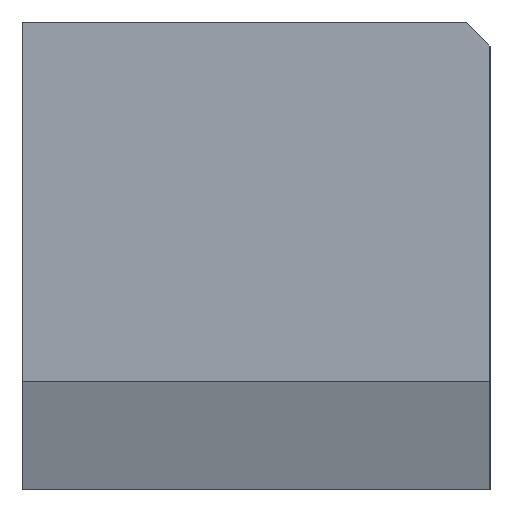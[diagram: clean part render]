
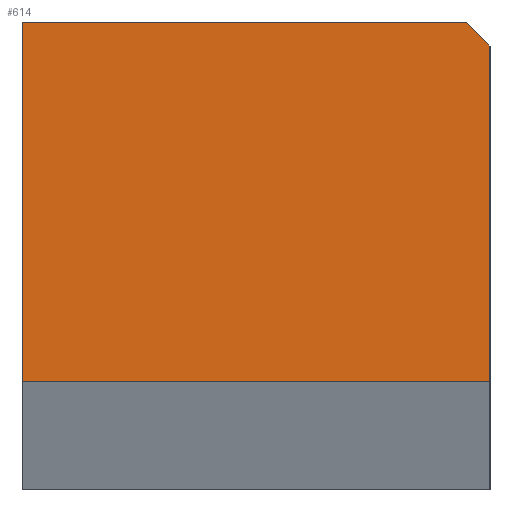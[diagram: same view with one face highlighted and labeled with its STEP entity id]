
A CAD part, left-side view. The second image highlights one B-rep face of the part: STEP entity #614.
In plain terms, the highlighted planar face has unit normal (-1, 0, 0).
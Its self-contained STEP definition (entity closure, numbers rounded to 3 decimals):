
#614=ADVANCED_FACE('NONE',(#1503),#1504,.F.);
#1503=FACE_OUTER_BOUND('',#2652,.T.);
#1504=PLANE('',#2653);
#2652=EDGE_LOOP('',(#5001,#5002,#5003,#5004,#5005));
#2653=AXIS2_PLACEMENT_3D('',#5006,#5007,#5008);
#5001=ORIENTED_EDGE('',*,*,#7215,.F.);
#5002=ORIENTED_EDGE('',*,*,#8119,.T.);
#5003=ORIENTED_EDGE('',*,*,#8120,.F.);
#5004=ORIENTED_EDGE('',*,*,#7860,.T.);
#5005=ORIENTED_EDGE('',*,*,#8121,.F.);
#5006=CARTESIAN_POINT('',(0.0,0.0,39.0));
#5007=DIRECTION('',(1.0,0.0,0.0));
#5008=DIRECTION('',(0.0,1.0,-0.0));
#7215=EDGE_CURVE('NONE',#8743,#8745,#8746,.T.);
#7860=EDGE_CURVE('NONE',#10032,#10030,#10033,.T.);
#8119=EDGE_CURVE('NONE',#8743,#10295,#10296,.T.);
#8120=EDGE_CURVE('NONE',#10032,#10295,#10297,.T.);
#8121=EDGE_CURVE('NONE',#8745,#10030,#10298,.T.);
#8743=VERTEX_POINT('NONE',#10957);
#8745=VERTEX_POINT('NONE',#10960);
#8746=LINE('',#10961,#10962);
#10030=VERTEX_POINT('NONE',#12886);
#10032=VERTEX_POINT('NONE',#12889);
#10033=LINE('',#12890,#12891);
#10295=VERTEX_POINT('NONE',#13319);
#10296=LINE('',#13320,#13321);
#10297=LINE('',#13322,#13323);
#10298=LINE('',#13324,#13325);
#10957=CARTESIAN_POINT('',(0.0,0.0,37.0));
#10960=CARTESIAN_POINT('',(0.0,0.0,9.));
#10961=CARTESIAN_POINT('',(0.0,0.0,39.0));
#10962=VECTOR('',#14112,1000.0);
#12886=CARTESIAN_POINT('',(0.0,39.0,9.));
#12889=CARTESIAN_POINT('',(0.0,39.0,39.0));
#12890=CARTESIAN_POINT('',(0.0,39.0,39.0));
#12891=VECTOR('',#14760,1000.0);
#13319=CARTESIAN_POINT('',(0.0,2.0,39.0));
#13320=CARTESIAN_POINT('',(0.0,2.0,39.0));
#13321=VECTOR('',#14957,1000.0);
#13322=CARTESIAN_POINT('',(0.0,0.0,39.0));
#13323=VECTOR('',#14958,1000.0);
#13324=CARTESIAN_POINT('',(0.0,0.0,9.));
#13325=VECTOR('',#14959,1000.0);
#14112=DIRECTION('',(-0.0,-0.0,-1.0));
#14760=DIRECTION('',(-0.0,-0.0,-1.0));
#14957=DIRECTION('',(-0.0,0.707,0.707));
#14958=DIRECTION('',(-0.0,-1.0,-0.0));
#14959=DIRECTION('',(0.0,1.0,0.0));
